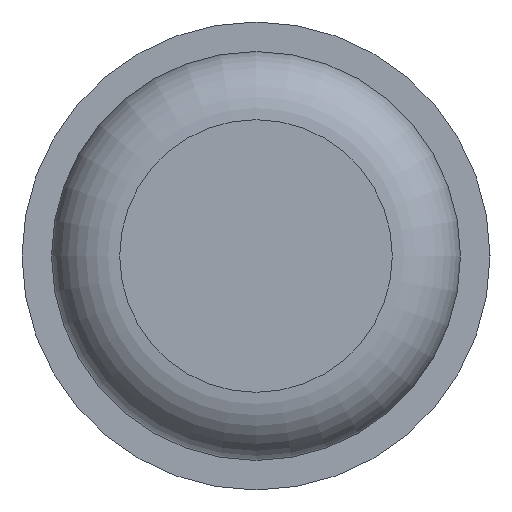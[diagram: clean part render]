
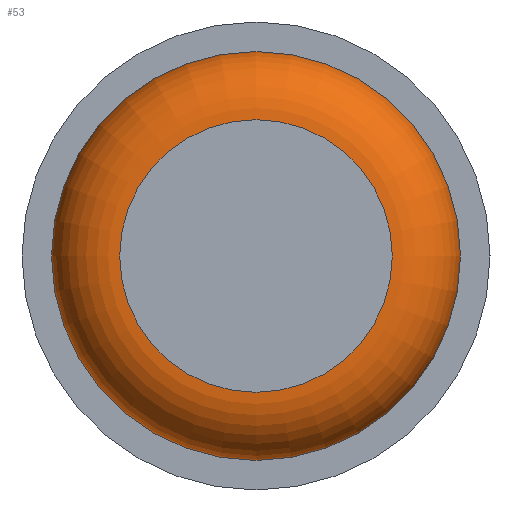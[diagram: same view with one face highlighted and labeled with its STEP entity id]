
A CAD part, left-side view. The second image highlights one B-rep face of the part: STEP entity #53.
In plain terms, the highlighted toroidal (fillet/blend) face has major radius 3 mm and minor radius 1.5 mm.
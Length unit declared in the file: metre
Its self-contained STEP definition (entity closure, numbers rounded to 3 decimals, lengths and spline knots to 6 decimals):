
#53 = ADVANCED_FACE( '', ( #74, #75 ), #76, .T. );
#74 = FACE_OUTER_BOUND( '', #96, .T. );
#75 = FACE_OUTER_BOUND( '', #97, .T. );
#76 = TOROIDAL_SURFACE( '', #98, 0.003, 0.0015 );
#96 = EDGE_LOOP( '', ( #132 ) );
#97 = EDGE_LOOP( '', ( #133 ) );
#98 = AXIS2_PLACEMENT_3D( '', #134, #135, #136 );
#132 = ORIENTED_EDGE( '', *, *, #137, .T. );
#133 = ORIENTED_EDGE( '', *, *, #143, .F. );
#134 = CARTESIAN_POINT( '', ( 0.0015, 0., 0. ) );
#135 = DIRECTION( '', ( 1., 0., 0. ) );
#136 = DIRECTION( '', ( 0., 0., -1. ) );
#137 = EDGE_CURVE( '', #144, #144, #145, .T. );
#143 = EDGE_CURVE( '', #156, #156, #157, .T. );
#144 = VERTEX_POINT( '', #158 );
#145 = CIRCLE( '', #159, 0.003 );
#156 = VERTEX_POINT( '', #170 );
#157 = CIRCLE( '', #171, 0.0045 );
#158 = CARTESIAN_POINT( '', ( 0., 0., -0.003 ) );
#159 = AXIS2_PLACEMENT_3D( '', #172, #173, #174 );
#170 = CARTESIAN_POINT( '', ( 0.0015, 0., -0.0045 ) );
#171 = AXIS2_PLACEMENT_3D( '', #190, #191, #192 );
#172 = CARTESIAN_POINT( '', ( 0., 0., 0. ) );
#173 = DIRECTION( '', ( 1., 0., 0. ) );
#174 = DIRECTION( '', ( 0., 0., -1. ) );
#190 = CARTESIAN_POINT( '', ( 0.0015, 0., 0. ) );
#191 = DIRECTION( '', ( 1., 0., 0. ) );
#192 = DIRECTION( '', ( 0., 0., -1. ) );
